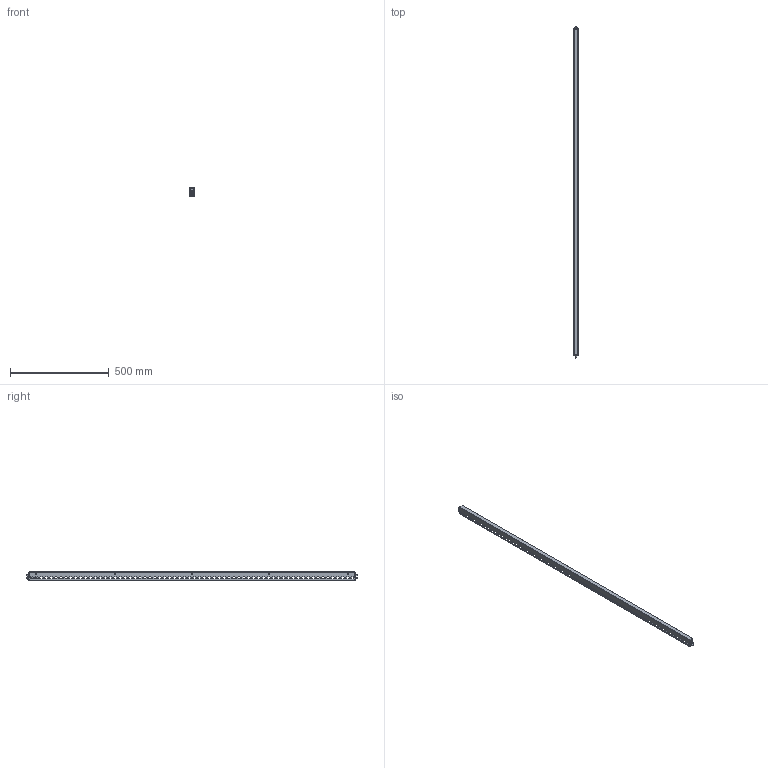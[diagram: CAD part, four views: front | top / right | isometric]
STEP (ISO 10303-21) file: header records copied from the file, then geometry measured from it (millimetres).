
FILE_DESCRIPTION (( 'STEP AP214' ), '1' );
FILE_NAME ('AVP17 Ï_Ïðîôèëü âåðòèêàëüíûé_èçâ0014_09.18.step', '2020-11-05T13:42:29', ( '' ), ( '' ), 'SwSTEP 2.0', 'SolidWorks 2019', '' );
FILE_SCHEMA (( 'AUTOMOTIVE_DESIGN' ));
Length unit declared in the file: millimetre
Products named in the file (5): Ãàéêà çàêëàäíàÿ Ì6 àðò.2106Ñ_00; AVT001.00.00.22 Ï_Ïðîôèëü âåðòèêàëüíûé_00; Âèíò ñàìîíàðåçàþùèé Ì6 DIN 7516À_6å16; Âèíò Ì6 DIN 7985_6å16; AVP17 Ï_Ïðîôèëü âåðòèêàëüíûé_èçâ0014_09.18
Assembly tree (7 placements, depth 2):
  AVP17 Ï_Ïðîôèëü âåðòèêàëüíûé_èçâ0014_09.18
    AVT001.00.00.22 Ï_Ïðîôèëü âåðòèêàëüíûé_00
    Âèíò ñàìîíàðåçàþùèé Ì6 DIN 7516À_6å16  x4
    Âèíò Ì6 DIN 7985_6å16
    Ãàéêà çàêëàäíàÿ Ì6 àðò.2106Ñ_00
Bounding box: 23 x 1679 x 42 mm (x, y, z)
Volume: 239574.7 mm3; surface area: 333892.2 mm2
Topology: 8 solids, 8 shells, 1079 faces, 3052 edges, 1994 vertices
Faces by surface type: plane 722, cylinder 345, sphere 10, cone 2
Entity records: 34227 total; most frequent: CARTESIAN_POINT 5802, ORIENTED_EDGE 5780, DIRECTION 5646, EDGE_CURVE 2890, LINE 2186, VECTOR 2186, VERTEX_POINT 1886, AXIS2_PLACEMENT_3D 1730
